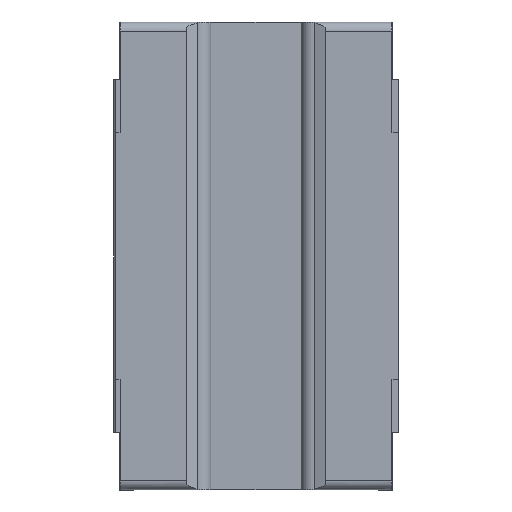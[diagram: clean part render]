
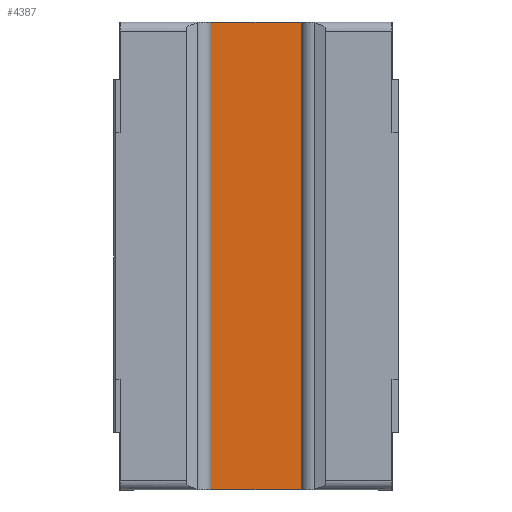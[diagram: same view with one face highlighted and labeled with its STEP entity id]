
A CAD part, front view. The second image highlights one B-rep face of the part: STEP entity #4387.
In plain terms, the highlighted planar face has unit normal (0, -1, 0).
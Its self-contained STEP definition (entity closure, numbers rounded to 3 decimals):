
#757 = CARTESIAN_POINT ( 'NONE',  ( -7.255, 8.3, -8.5 ) ) ;
#759 = CARTESIAN_POINT ( 'NONE',  ( 7.255, 8.3, -8.5 ) ) ;
#760 = DIRECTION ( 'NONE',  ( 0., 0., 1. ) ) ;
#762 = DIRECTION ( 'NONE',  ( 0., 0., 1. ) ) ;
#1186 = DIRECTION ( 'NONE',  ( 1., 0., 0. ) ) ;
#1188 = CARTESIAN_POINT ( 'NONE',  ( -20.1, 8.3, 60.45 ) ) ;
#4387 = ADVANCED_FACE ( 'NONE', ( #14681 ), #6115, .F. ) ;
#4484 = VECTOR ( 'NONE', #7265, 1000. ) ;
#4485 = LINE ( 'NONE', #7264, #4484 ) ;
#5671 = DIRECTION ( 'NONE',  ( 0., 1., 0. ) ) ;
#5708 = CARTESIAN_POINT ( 'NONE',  ( 7.255, 8.3, -8.5 ) ) ;
#5884 = VERTEX_POINT ( 'NONE', #9929 ) ;
#5957 = VERTEX_POINT ( 'NONE', #13505 ) ;
#6013 = VERTEX_POINT ( 'NONE', #13488 ) ;
#6115 = PLANE ( 'NONE',  #9864 ) ;
#6158 = DIRECTION ( 'NONE',  ( 0., 0., 1. ) ) ;
#6206 = VERTEX_POINT ( 'NONE', #13428 ) ;
#7264 = CARTESIAN_POINT ( 'NONE',  ( -20.1, 8.3, -8.45 ) ) ;
#7265 = DIRECTION ( 'NONE',  ( -1., 0., 0. ) ) ;
#9030 = VECTOR ( 'NONE', #762, 1000. ) ;
#9032 = VECTOR ( 'NONE', #760, 1000. ) ;
#9035 = LINE ( 'NONE', #757, #9032 ) ;
#9275 = LINE ( 'NONE', #759, #9030 ) ;
#9864 = AXIS2_PLACEMENT_3D ( 'NONE', #5708, #5671, #6158 ) ;
#9929 = CARTESIAN_POINT ( 'NONE',  ( 7.255, 8.3, -8.45 ) ) ;
#12450 = EDGE_CURVE ( 'NONE', #6013, #6206, #16944, .T. ) ;
#13428 = CARTESIAN_POINT ( 'NONE',  ( 7.255, 8.3, 60.45 ) ) ;
#13488 = CARTESIAN_POINT ( 'NONE',  ( -7.255, 8.3, 60.45 ) ) ;
#13505 = CARTESIAN_POINT ( 'NONE',  ( -7.255, 8.3, -8.45 ) ) ;
#14681 = FACE_OUTER_BOUND ( 'NONE', #15156, .T. ) ;
#14983 = ORIENTED_EDGE ( 'NONE', *, *, #16073, .F. ) ;
#14984 = ORIENTED_EDGE ( 'NONE', *, *, #15576, .F. ) ;
#14985 = ORIENTED_EDGE ( 'NONE', *, *, #12450, .F. ) ;
#14986 = ORIENTED_EDGE ( 'NONE', *, *, #15578, .T. ) ;
#15156 = EDGE_LOOP ( 'NONE', ( #14986, #14985, #14984, #14983 ) ) ;
#15576 = EDGE_CURVE ( 'NONE', #5957, #6013, #9035, .T. ) ;
#15578 = EDGE_CURVE ( 'NONE', #5884, #6206, #9275, .T. ) ;
#16073 = EDGE_CURVE ( 'NONE', #5884, #5957, #4485, .T. ) ;
#16944 = LINE ( 'NONE', #1188, #16945 ) ;
#16945 = VECTOR ( 'NONE', #1186, 1000. ) ;
